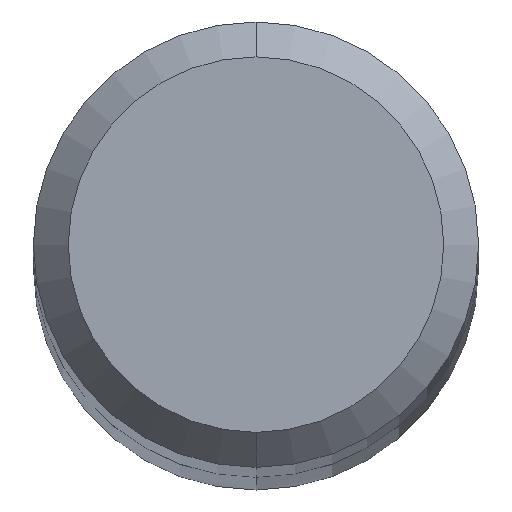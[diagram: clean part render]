
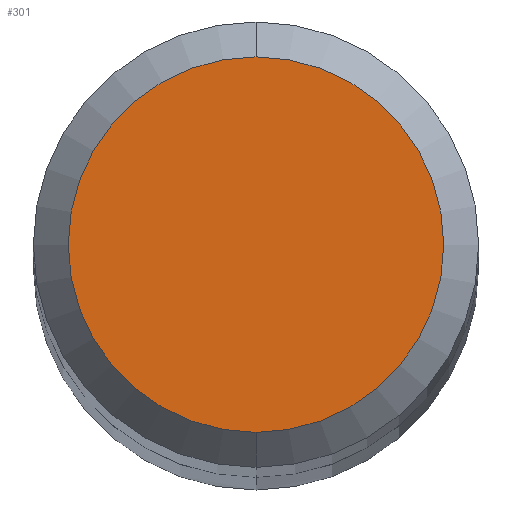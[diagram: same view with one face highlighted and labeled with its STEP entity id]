
A CAD part, top view. The second image highlights one B-rep face of the part: STEP entity #301.
In plain terms, the highlighted planar face has unit normal (0, 0, 1).
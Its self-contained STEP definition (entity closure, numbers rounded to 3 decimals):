
#169=VERTEX_POINT('',#428);
#301=ADVANCED_FACE('',(#575),#576,.T.);
#309=VERTEX_POINT('',#585);
#317=EDGE_CURVE('',#309,#169,#593,.T.);
#375=EDGE_CURVE('',#169,#309,#656,.T.);
#428=CARTESIAN_POINT('',(0.,-2.15,63.0));
#575=FACE_OUTER_BOUND('',#1108,.T.);
#576=PLANE('',#1109);
#585=CARTESIAN_POINT('',(0.0,2.15,63.0));
#593=CIRCLE('',#1149,2.15);
#656=CIRCLE('',#1251,2.15);
#1108=EDGE_LOOP('',(#1446,#1447));
#1109=AXIS2_PLACEMENT_3D('',#1448,#1449,#1450);
#1149=AXIS2_PLACEMENT_3D('',#1461,#1462,#1463);
#1251=AXIS2_PLACEMENT_3D('',#1529,#1530,#1531);
#1446=ORIENTED_EDGE('',*,*,#317,.F.);
#1447=ORIENTED_EDGE('',*,*,#375,.F.);
#1448=CARTESIAN_POINT('',(0.0,1.075,63.0));
#1449=DIRECTION('',(-0.0,0.0,1.0));
#1450=DIRECTION('',(0.0,-1.0,0.0));
#1461=CARTESIAN_POINT('',(0.0,0.0,63.0));
#1462=DIRECTION('',(0.0,0.0,-1.0));
#1463=DIRECTION('',(0.0,1.0,0.0));
#1529=CARTESIAN_POINT('',(0.0,0.0,63.0));
#1530=DIRECTION('',(0.0,0.0,-1.0));
#1531=DIRECTION('',(0.0,1.0,0.0));
